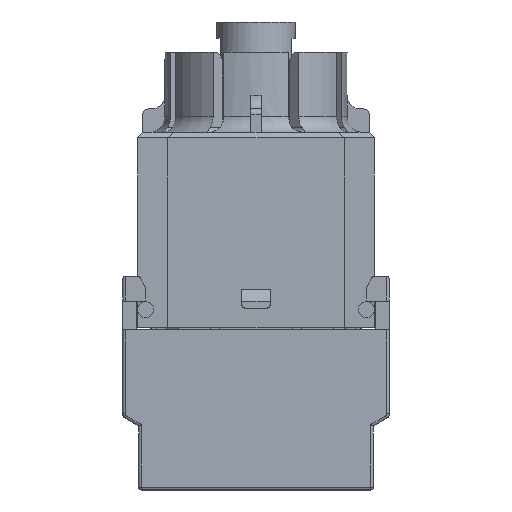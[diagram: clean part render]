
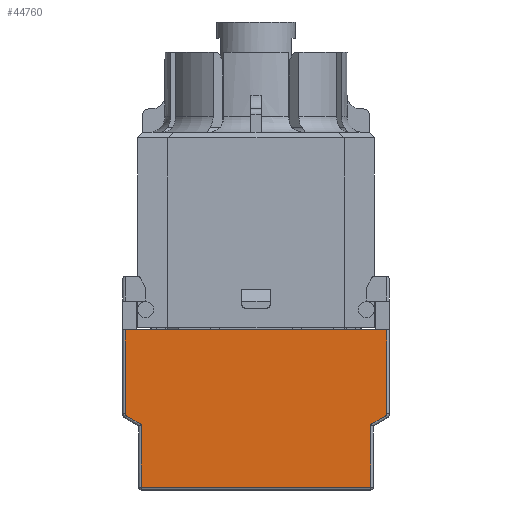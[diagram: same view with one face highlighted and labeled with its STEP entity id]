
A CAD part, left-side view. The second image highlights one B-rep face of the part: STEP entity #44760.
In plain terms, the highlighted planar face has unit normal (-1, 0, 0).
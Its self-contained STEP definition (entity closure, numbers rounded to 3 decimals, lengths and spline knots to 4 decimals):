
#1522=CIRCLE('',#47499,0.025);
#1535=CIRCLE('',#47528,0.025);
#3207=FACE_OUTER_BOUND('',#5677,.T.);
#5677=EDGE_LOOP('',(#31806,#31807,#31808,#31809,#31810,#31811,#31812,#31813,
#31814,#31815));
#9086=LINE('',#73354,#14107);
#9088=LINE('',#73371,#14109);
#9089=LINE('',#73385,#14110);
#9090=LINE('',#73387,#14111);
#9094=LINE('',#73397,#14115);
#9100=LINE('',#73427,#14121);
#9101=LINE('',#73443,#14122);
#9102=LINE('',#73445,#14123);
#14107=VECTOR('',#53196,0.7845);
#14109=VECTOR('',#53206,0.1588);
#14110=VECTOR('',#53229,0.5894);
#14111=VECTOR('',#53232,2.15);
#14115=VECTOR('',#53244,0.5894);
#14121=VECTOR('',#53270,0.1588);
#14122=VECTOR('',#53279,0.7845);
#14123=VECTOR('',#53282,2.45);
#19173=VERTEX_POINT('',#73343);
#19175=VERTEX_POINT('',#73351);
#19176=VERTEX_POINT('',#73353);
#19177=VERTEX_POINT('',#73366);
#19178=VERTEX_POINT('',#73370);
#19180=VERTEX_POINT('',#73379);
#19182=VERTEX_POINT('',#73396);
#19187=VERTEX_POINT('',#73425);
#19188=VERTEX_POINT('',#73437);
#19189=VERTEX_POINT('',#73441);
#24004=EDGE_CURVE('',#19175,#19176,#9086,.T.);
#24008=EDGE_CURVE('',#19176,#19177,#1522,.T.);
#24009=EDGE_CURVE('',#19177,#19178,#9088,.T.);
#24017=EDGE_CURVE('',#19178,#19180,#9089,.T.);
#24018=EDGE_CURVE('',#19180,#19173,#9090,.T.);
#24023=EDGE_CURVE('',#19173,#19182,#9094,.T.);
#24035=EDGE_CURVE('',#19182,#19187,#9100,.T.);
#24037=EDGE_CURVE('',#19187,#19188,#1535,.T.);
#24039=EDGE_CURVE('',#19188,#19189,#9101,.T.);
#24040=EDGE_CURVE('',#19175,#19189,#9102,.T.);
#31806=ORIENTED_EDGE('',*,*,#24039,.F.);
#31807=ORIENTED_EDGE('',*,*,#24037,.F.);
#31808=ORIENTED_EDGE('',*,*,#24035,.F.);
#31809=ORIENTED_EDGE('',*,*,#24023,.F.);
#31810=ORIENTED_EDGE('',*,*,#24018,.F.);
#31811=ORIENTED_EDGE('',*,*,#24017,.F.);
#31812=ORIENTED_EDGE('',*,*,#24009,.F.);
#31813=ORIENTED_EDGE('',*,*,#24008,.F.);
#31814=ORIENTED_EDGE('',*,*,#24004,.F.);
#31815=ORIENTED_EDGE('',*,*,#24040,.T.);
#42894=PLANE('',#47531);
#44760=ADVANCED_FACE('',(#3207),#42894,.T.);
#47499=AXIS2_PLACEMENT_3D('',#73368,#53202,#53203);
#47528=AXIS2_PLACEMENT_3D('',#73439,#53273,#53274);
#47531=AXIS2_PLACEMENT_3D('',#73444,#53280,#53281);
#53196=DIRECTION('',(0.,0.,-1.));
#53202=DIRECTION('center_axis',(1.,0.,0.));
#53203=DIRECTION('ref_axis',(0.,-0.866,-0.5));
#53206=DIRECTION('',(0.,0.866,-0.5));
#53229=DIRECTION('',(0.,0.,-1.));
#53232=DIRECTION('',(0.,1.,0.));
#53244=DIRECTION('',(0.,0.,1.));
#53270=DIRECTION('',(0.,0.866,0.5));
#53273=DIRECTION('center_axis',(1.,0.,0.));
#53274=DIRECTION('ref_axis',(0.,0.866,-0.5));
#53279=DIRECTION('',(0.,0.,1.));
#53280=DIRECTION('center_axis',(-1.,0.,0.));
#53281=DIRECTION('ref_axis',(0.,0.,-1.));
#53282=DIRECTION('',(0.,1.,0.));
#73343=CARTESIAN_POINT('',(-0.09,1.463,-1.215));
#73351=CARTESIAN_POINT('',(-0.09,-0.837,0.26));
#73353=CARTESIAN_POINT('',(-0.09,-0.837,-0.5245));
#73354=CARTESIAN_POINT('',(-0.09,-0.837,-0.3783));
#73366=CARTESIAN_POINT('',(-0.09,-0.8245,-0.5462));
#73368=CARTESIAN_POINT('Origin',(-0.09,-0.812,
-0.5245));
#73370=CARTESIAN_POINT('',(-0.09,-0.687,-0.6256));
#73371=CARTESIAN_POINT('',(-0.09,-0.3753,-0.8055));
#73379=CARTESIAN_POINT('',(-0.09,-0.687,-1.215));
#73385=CARTESIAN_POINT('',(-0.09,-0.687,-0.736));
#73387=CARTESIAN_POINT('',(-0.09,0.938,-1.215));
#73396=CARTESIAN_POINT('',(-0.09,1.463,-0.6256));
#73397=CARTESIAN_POINT('',(-0.09,1.463,-0.436));
#73425=CARTESIAN_POINT('',(-0.09,1.6005,-0.5462));
#73427=CARTESIAN_POINT('',(-0.09,1.2138,-0.7694));
#73437=CARTESIAN_POINT('',(-0.09,1.613,-0.5245));
#73439=CARTESIAN_POINT('Origin',(-0.09,1.588,-0.5245));
#73441=CARTESIAN_POINT('',(-0.09,1.613,0.26));
#73443=CARTESIAN_POINT('',(-0.09,1.613,0.264));
#73444=CARTESIAN_POINT('Origin',(-0.09,0.388,
-0.232));
#73445=CARTESIAN_POINT('',(-0.09,-0.237,0.26));
